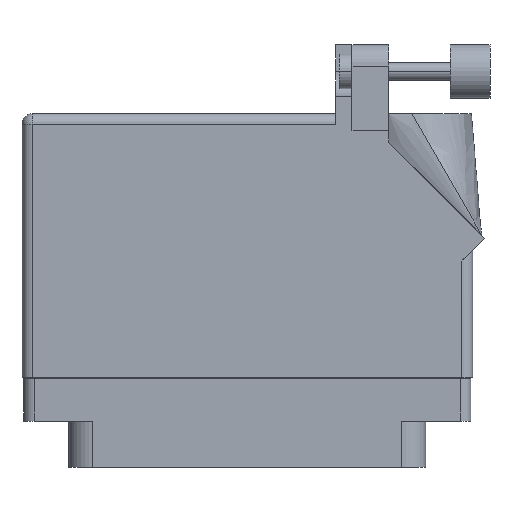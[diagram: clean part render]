
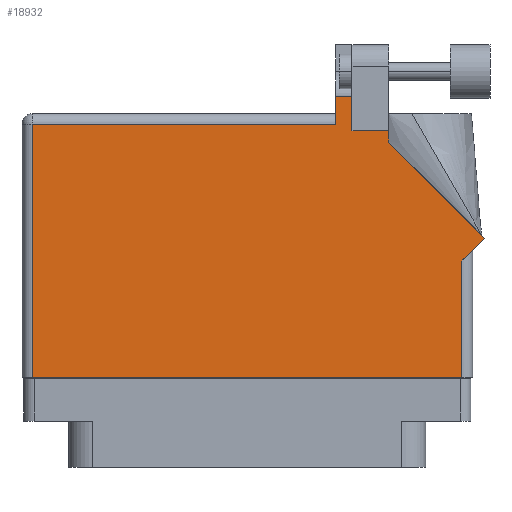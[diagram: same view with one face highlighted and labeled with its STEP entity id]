
A CAD part, front view. The second image highlights one B-rep face of the part: STEP entity #18932.
In plain terms, the highlighted face is planar.
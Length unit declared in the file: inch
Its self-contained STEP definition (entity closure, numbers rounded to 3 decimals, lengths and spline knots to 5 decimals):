
#177 = LINE ( 'NONE', #44928, #27504 ) ;
#1692 = CARTESIAN_POINT ( 'NONE',  ( 0.607, 1.33, 0.455 ) ) ;
#1731 = PLANE ( 'NONE',  #13809 ) ;
#3205 = ORIENTED_EDGE ( 'NONE', *, *, #3544, .T. ) ;
#3533 = VECTOR ( 'NONE', #27650, 39.37008 ) ;
#3544 = EDGE_CURVE ( 'NONE', #12731, #47026, #12081, .T. ) ;
#4102 = EDGE_CURVE ( 'NONE', #47026, #40449, #22487, .T. ) ;
#4846 = CARTESIAN_POINT ( 'NONE',  ( -1.244, -0.1, 0.455 ) ) ;
#5397 = VECTOR ( 'NONE', #40208, 39.37008 ) ;
#5425 = DIRECTION ( 'NONE',  ( 0., 1., 0. ) ) ;
#5571 = ORIENTED_EDGE ( 'NONE', *, *, #39082, .T. ) ;
#5982 = EDGE_CURVE ( 'NONE', #40449, #12068, #45025, .T. ) ;
#6181 = VECTOR ( 'NONE', #32510, 39.37008 ) ;
#6412 = ORIENTED_EDGE ( 'NONE', *, *, #30878, .T. ) ;
#6599 = LINE ( 'NONE', #36458, #5397 ) ;
#7543 = CARTESIAN_POINT ( 'NONE',  ( 0.607, 1.5315, 0.455 ) ) ;
#7829 = CARTESIAN_POINT ( 'NONE',  ( 1.37671, 0.70771, 0.455 ) ) ;
#8360 = VECTOR ( 'NONE', #23434, 39.37008 ) ;
#8509 = ORIENTED_EDGE ( 'NONE', *, *, #32282, .T. ) ;
#10875 = VERTEX_POINT ( 'NONE', #10953 ) ;
#10953 = CARTESIAN_POINT ( 'NONE',  ( 0.82, 1.26442, 0.455 ) ) ;
#11254 = CARTESIAN_POINT ( 'NONE',  ( 1.306, 0.637, 0.455 ) ) ;
#11907 = EDGE_CURVE ( 'NONE', #15206, #30516, #32941, .T. ) ;
#12068 = VERTEX_POINT ( 'NONE', #33228 ) ;
#12081 = LINE ( 'NONE', #1692, #21385 ) ;
#12307 = CARTESIAN_POINT ( 'NONE',  ( -1.306, -0.1, 0.455 ) ) ;
#12348 = ORIENTED_EDGE ( 'NONE', *, *, #20563, .T. ) ;
#12731 = VERTEX_POINT ( 'NONE', #47234 ) ;
#13452 = EDGE_CURVE ( 'NONE', #34982, #12731, #31154, .T. ) ;
#13809 = AXIS2_PLACEMENT_3D ( 'NONE', #46781, #35216, #16714 ) ;
#14357 = VECTOR ( 'NONE', #37833, 39.37008 ) ;
#15206 = VERTEX_POINT ( 'NONE', #42276 ) ;
#15214 = ORIENTED_EDGE ( 'NONE', *, *, #4102, .T. ) ;
#16714 = DIRECTION ( 'NONE',  ( -1., 0., 0. ) ) ;
#17326 = LINE ( 'NONE', #7829, #31236 ) ;
#18736 = CARTESIAN_POINT ( 'NONE',  ( 1.244, 0.575, 0.455 ) ) ;
#18918 = VECTOR ( 'NONE', #19041, 39.37008 ) ;
#18932 = ADVANCED_FACE ( 'NONE', ( #41741 ), #1731, .F. ) ;
#18951 = VECTOR ( 'NONE', #19880, 39.37008 ) ;
#19041 = DIRECTION ( 'NONE',  ( -1., 0., 0. ) ) ;
#19880 = DIRECTION ( 'NONE',  ( -1., 0., 0. ) ) ;
#20563 = EDGE_CURVE ( 'NONE', #44855, #39756, #43385, .T. ) ;
#21385 = VECTOR ( 'NONE', #5425, 39.37008 ) ;
#21502 = EDGE_CURVE ( 'NONE', #30516, #44855, #6599, .T. ) ;
#21590 = EDGE_LOOP ( 'NONE', ( #3205, #15214, #31356, #6412, #5571, #25594, #45888, #12348, #29797, #8509, #26396 ) ) ;
#21996 = CARTESIAN_POINT ( 'NONE',  ( 0.513, 1.5315, 0.455 ) ) ;
#22487 = LINE ( 'NONE', #47481, #6181 ) ;
#23434 = DIRECTION ( 'NONE',  ( 0., -1., 0. ) ) ;
#23585 = CARTESIAN_POINT ( 'NONE',  ( 0.513, 1.43, 0.455 ) ) ;
#23634 = CARTESIAN_POINT ( 'NONE',  ( 0.82, 1.33, 0.455 ) ) ;
#25594 = ORIENTED_EDGE ( 'NONE', *, *, #11907, .T. ) ;
#25913 = CARTESIAN_POINT ( 'NONE',  ( -1.306, 1.368, 0.455 ) ) ;
#26396 = ORIENTED_EDGE ( 'NONE', *, *, #13452, .T. ) ;
#27504 = VECTOR ( 'NONE', #33517, 39.37008 ) ;
#27650 = DIRECTION ( 'NONE',  ( 0., -1., 0. ) ) ;
#27741 = CARTESIAN_POINT ( 'NONE',  ( 1.37671, 0.70771, 0.455 ) ) ;
#28690 = CARTESIAN_POINT ( 'NONE',  ( 0.82, 1.33, 0.455 ) ) ;
#29028 = EDGE_CURVE ( 'NONE', #39756, #10875, #17326, .T. ) ;
#29797 = ORIENTED_EDGE ( 'NONE', *, *, #29028, .T. ) ;
#30516 = VERTEX_POINT ( 'NONE', #45095 ) ;
#30878 = EDGE_CURVE ( 'NONE', #12068, #41528, #45094, .T. ) ;
#31154 = LINE ( 'NONE', #23634, #18951 ) ;
#31236 = VECTOR ( 'NONE', #33803, 39.37008 ) ;
#31356 = ORIENTED_EDGE ( 'NONE', *, *, #5982, .T. ) ;
#32282 = EDGE_CURVE ( 'NONE', #10875, #34982, #177, .T. ) ;
#32510 = DIRECTION ( 'NONE',  ( -1., 0., 0. ) ) ;
#32941 = LINE ( 'NONE', #12307, #14357 ) ;
#33228 = CARTESIAN_POINT ( 'NONE',  ( 0.513, 1.368, 0.455 ) ) ;
#33498 = CARTESIAN_POINT ( 'NONE',  ( -1.244, 1.368, 0.455 ) ) ;
#33517 = DIRECTION ( 'NONE',  ( 0., 1., 0. ) ) ;
#33780 = DIRECTION ( 'NONE',  ( 0.707, 0.707, 0. ) ) ;
#33803 = DIRECTION ( 'NONE',  ( -0.707, 0.707, 0. ) ) ;
#34591 = VECTOR ( 'NONE', #33780, 39.37008 ) ;
#34982 = VERTEX_POINT ( 'NONE', #28690 ) ;
#35216 = DIRECTION ( 'NONE',  ( 0., 0., -1. ) ) ;
#36458 = CARTESIAN_POINT ( 'NONE',  ( 1.244, 0.637, 0.455 ) ) ;
#37833 = DIRECTION ( 'NONE',  ( 1., 0., 0. ) ) ;
#39082 = EDGE_CURVE ( 'NONE', #41528, #15206, #40848, .T. ) ;
#39756 = VERTEX_POINT ( 'NONE', #27741 ) ;
#40208 = DIRECTION ( 'NONE',  ( 0., 1., 0. ) ) ;
#40449 = VERTEX_POINT ( 'NONE', #21996 ) ;
#40848 = LINE ( 'NONE', #4846, #3533 ) ;
#41528 = VERTEX_POINT ( 'NONE', #33498 ) ;
#41741 = FACE_OUTER_BOUND ( 'NONE', #21590, .T. ) ;
#42276 = CARTESIAN_POINT ( 'NONE',  ( -1.244, -0.1, 0.455 ) ) ;
#43385 = LINE ( 'NONE', #11254, #34591 ) ;
#44855 = VERTEX_POINT ( 'NONE', #18736 ) ;
#44928 = CARTESIAN_POINT ( 'NONE',  ( 0.82, 1.26442, 0.455 ) ) ;
#45025 = LINE ( 'NONE', #23585, #8360 ) ;
#45094 = LINE ( 'NONE', #25913, #18918 ) ;
#45095 = CARTESIAN_POINT ( 'NONE',  ( 1.244, -0.1, 0.455 ) ) ;
#45888 = ORIENTED_EDGE ( 'NONE', *, *, #21502, .T. ) ;
#46781 = CARTESIAN_POINT ( 'NONE',  ( -1.306, 1.43, 0.455 ) ) ;
#47026 = VERTEX_POINT ( 'NONE', #7543 ) ;
#47234 = CARTESIAN_POINT ( 'NONE',  ( 0.607, 1.33, 0.455 ) ) ;
#47481 = CARTESIAN_POINT ( 'NONE',  ( 0.93777, 1.5315, 0.455 ) ) ;
